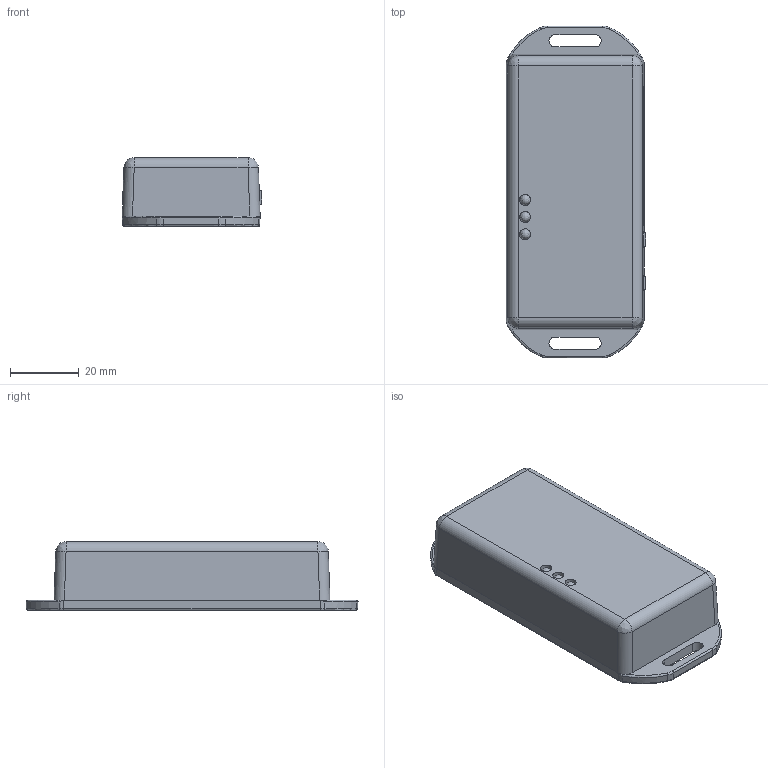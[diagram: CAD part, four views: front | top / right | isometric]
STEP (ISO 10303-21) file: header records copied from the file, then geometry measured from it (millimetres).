
FILE_DESCRIPTION (( 'STEP AP214' ), '1' );
FILE_NAME ('SE-PB100.STEP', '2019-06-21T11:52:39', ( '' ), ( '' ), 'SwSTEP 2.0', 'SolidWorks 2018', '' );
FILE_SCHEMA (( 'AUTOMOTIVE_DESIGN' ));
Length unit declared in the file: inch
Products named in the file (1): SE-PB100
Bounding box: 40.5 x 96.24 x 20 mm (x, y, z)
Volume: 27259.4 mm3; surface area: 30454.9 mm2
Topology: 5 solids, 5 shells, 499 faces, 1309 edges, 851 vertices
Faces by surface type: plane 358, cylinder 86, bspline 39, cone 12, torus 4
Full cylindrical faces by diameter (mm): 1.3 x2, 1.4 x2, 1.7 x2, 2.5 x2, 2.6 x2, 3 x3, 3.2 x5, 3.5 x2, 4 x2, 5 x2, 5.3 x2
Entity records: 16289 total; most frequent: CARTESIAN_POINT 4490, ORIENTED_EDGE 2492, DIRECTION 2191, EDGE_CURVE 1246, VECTOR 945, LINE 945, VERTEX_POINT 832, AXIS2_PLACEMENT_3D 623
